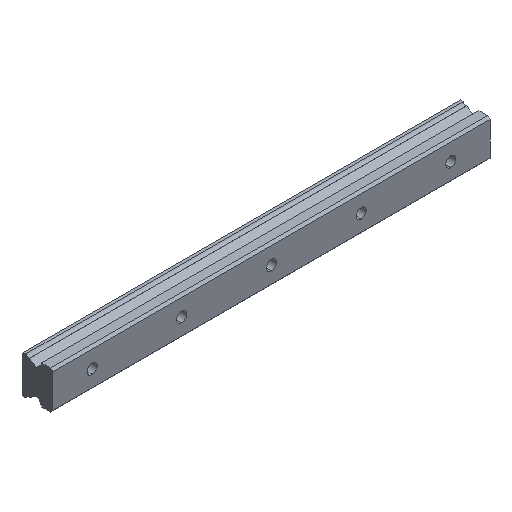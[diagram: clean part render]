
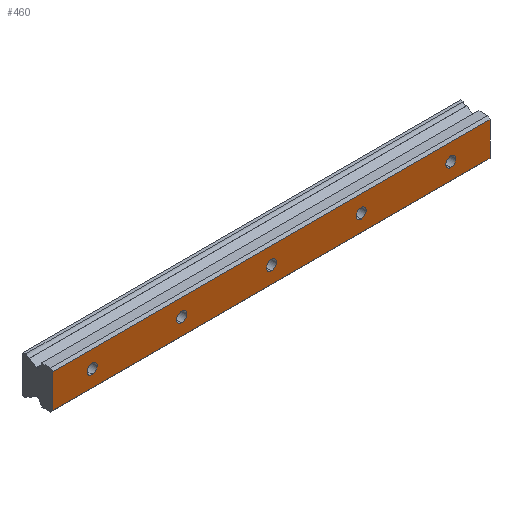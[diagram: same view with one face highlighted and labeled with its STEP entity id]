
A CAD part, isometric view. The second image highlights one B-rep face of the part: STEP entity #460.
In plain terms, the highlighted planar face has unit normal (0, -1, 0).
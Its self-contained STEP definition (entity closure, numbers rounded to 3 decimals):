
#23 = DIRECTION ( 'NONE',  ( 0., -1., 0. ) ) ;
#24 = ORIENTED_EDGE ( 'NONE', *, *, #1679, .F. ) ;
#33 = VERTEX_POINT ( 'NONE', #844 ) ;
#42 = CARTESIAN_POINT ( 'NONE',  ( 320., 0., -4.5 ) ) ;
#66 = EDGE_CURVE ( 'NONE', #33, #626, #441, .T. ) ;
#91 = LINE ( 'NONE', #1273, #1056 ) ;
#102 = DIRECTION ( 'NONE',  ( 0., 0., 1. ) ) ;
#104 = DIRECTION ( 'NONE',  ( 0., -1., 0. ) ) ;
#113 = VERTEX_POINT ( 'NONE', #970 ) ;
#127 = ORIENTED_EDGE ( 'NONE', *, *, #249, .F. ) ;
#149 = EDGE_LOOP ( 'NONE', ( #543, #1426 ) ) ;
#155 = CIRCLE ( 'NONE', #1403, 4.5 ) ;
#175 = VERTEX_POINT ( 'NONE', #1210 ) ;
#177 = CARTESIAN_POINT ( 'NONE',  ( 355., 0., -14.95 ) ) ;
#178 = EDGE_CURVE ( 'NONE', #964, #741, #155, .T. ) ;
#198 = EDGE_CURVE ( 'NONE', #626, #254, #1338, .T. ) ;
#206 = DIRECTION ( 'NONE',  ( 0., -1., 0. ) ) ;
#213 = CARTESIAN_POINT ( 'NONE',  ( -35., 0., -14.95 ) ) ;
#235 = DIRECTION ( 'NONE',  ( 0., -1., 0. ) ) ;
#237 = EDGE_CURVE ( 'NONE', #113, #499, #1673, .T. ) ;
#246 = CIRCLE ( 'NONE', #774, 4.5 ) ;
#247 = VERTEX_POINT ( 'NONE', #1511 ) ;
#249 = EDGE_CURVE ( 'NONE', #741, #964, #944, .T. ) ;
#254 = VERTEX_POINT ( 'NONE', #213 ) ;
#259 = DIRECTION ( 'NONE',  ( 0., 0., 1. ) ) ;
#313 = FACE_BOUND ( 'NONE', #149, .T. ) ;
#320 = DIRECTION ( 'NONE',  ( 0., 1., 0. ) ) ;
#329 = FACE_BOUND ( 'NONE', #1159, .T. ) ;
#342 = CARTESIAN_POINT ( 'NONE',  ( 355., 0., -14.95 ) ) ;
#344 = DIRECTION ( 'NONE',  ( 0., 0., 1. ) ) ;
#361 = CARTESIAN_POINT ( 'NONE',  ( 0., 0., 0. ) ) ;
#364 = EDGE_CURVE ( 'NONE', #247, #175, #1405, .T. ) ;
#365 = CARTESIAN_POINT ( 'NONE',  ( 160., 0., 0. ) ) ;
#370 = ORIENTED_EDGE ( 'NONE', *, *, #198, .F. ) ;
#376 = AXIS2_PLACEMENT_3D ( 'NONE', #1366, #206, #722 ) ;
#398 = EDGE_CURVE ( 'NONE', #580, #33, #439, .T. ) ;
#428 = DIRECTION ( 'NONE',  ( 0., 0., 1. ) ) ;
#434 = AXIS2_PLACEMENT_3D ( 'NONE', #882, #104, #491 ) ;
#439 = LINE ( 'NONE', #681, #1622 ) ;
#441 = LINE ( 'NONE', #587, #646 ) ;
#447 = FACE_BOUND ( 'NONE', #1437, .T. ) ;
#460 = ADVANCED_FACE ( 'NONE', ( #556, #447, #1603, #313, #329, #821 ), #1072, .F. ) ;
#491 = DIRECTION ( 'NONE',  ( 0., 0., 1. ) ) ;
#499 = VERTEX_POINT ( 'NONE', #1356 ) ;
#543 = ORIENTED_EDGE ( 'NONE', *, *, #1249, .F. ) ;
#545 = EDGE_CURVE ( 'NONE', #175, #247, #946, .T. ) ;
#556 = FACE_OUTER_BOUND ( 'NONE', #1602, .T. ) ;
#558 = CARTESIAN_POINT ( 'NONE',  ( 320., 0., 0. ) ) ;
#579 = DIRECTION ( 'NONE',  ( 0., -1., 0. ) ) ;
#580 = VERTEX_POINT ( 'NONE', #1642 ) ;
#587 = CARTESIAN_POINT ( 'NONE',  ( 355., 0., 14.95 ) ) ;
#599 = AXIS2_PLACEMENT_3D ( 'NONE', #365, #235, #1494 ) ;
#611 = DIRECTION ( 'NONE',  ( 0., -1., 0. ) ) ;
#616 = CARTESIAN_POINT ( 'NONE',  ( 240., 0., -4.5 ) ) ;
#626 = VERTEX_POINT ( 'NONE', #342 ) ;
#643 = AXIS2_PLACEMENT_3D ( 'NONE', #361, #611, #1639 ) ;
#645 = EDGE_CURVE ( 'NONE', #254, #580, #91, .T. ) ;
#646 = VECTOR ( 'NONE', #954, 1000. ) ;
#668 = DIRECTION ( 'NONE',  ( 0., 0., 1. ) ) ;
#681 = CARTESIAN_POINT ( 'NONE',  ( 355., 0., 14.95 ) ) ;
#682 = EDGE_LOOP ( 'NONE', ( #24, #1346 ) ) ;
#711 = EDGE_CURVE ( 'NONE', #1683, #927, #1652, .T. ) ;
#722 = DIRECTION ( 'NONE',  ( 0., 0., 1. ) ) ;
#741 = VERTEX_POINT ( 'NONE', #1407 ) ;
#744 = CARTESIAN_POINT ( 'NONE',  ( 80., 0., 0. ) ) ;
#774 = AXIS2_PLACEMENT_3D ( 'NONE', #1209, #1611, #428 ) ;
#806 = ORIENTED_EDGE ( 'NONE', *, *, #398, .F. ) ;
#821 = FACE_BOUND ( 'NONE', #682, .T. ) ;
#829 = DIRECTION ( 'NONE',  ( 0., 0., 1. ) ) ;
#835 = AXIS2_PLACEMENT_3D ( 'NONE', #744, #1258, #344 ) ;
#844 = CARTESIAN_POINT ( 'NONE',  ( 355., 0., 14.95 ) ) ;
#861 = AXIS2_PLACEMENT_3D ( 'NONE', #1352, #579, #963 ) ;
#882 = CARTESIAN_POINT ( 'NONE',  ( 320., 0., 0. ) ) ;
#886 = CIRCLE ( 'NONE', #376, 4.5 ) ;
#908 = ORIENTED_EDGE ( 'NONE', *, *, #711, .F. ) ;
#927 = VERTEX_POINT ( 'NONE', #1334 ) ;
#933 = ORIENTED_EDGE ( 'NONE', *, *, #364, .F. ) ;
#944 = CIRCLE ( 'NONE', #434, 4.5 ) ;
#946 = CIRCLE ( 'NONE', #599, 4.5 ) ;
#954 = DIRECTION ( 'NONE',  ( 0., 0., -1. ) ) ;
#961 = CARTESIAN_POINT ( 'NONE',  ( 0., 0., -4.5 ) ) ;
#963 = DIRECTION ( 'NONE',  ( 0., 0., 1. ) ) ;
#964 = VERTEX_POINT ( 'NONE', #42 ) ;
#968 = CARTESIAN_POINT ( 'NONE',  ( 355., 0., 14.95 ) ) ;
#970 = CARTESIAN_POINT ( 'NONE',  ( 80., 0., -4.5 ) ) ;
#1049 = ORIENTED_EDGE ( 'NONE', *, *, #645, .F. ) ;
#1054 = CIRCLE ( 'NONE', #861, 4.5 ) ;
#1056 = VECTOR ( 'NONE', #102, 1000. ) ;
#1072 = PLANE ( 'NONE',  #1221 ) ;
#1073 = DIRECTION ( 'NONE',  ( 0., -1., 0. ) ) ;
#1082 = VECTOR ( 'NONE', #1218, 1000. ) ;
#1107 = CARTESIAN_POINT ( 'NONE',  ( 240., 0., 4.5 ) ) ;
#1159 = EDGE_LOOP ( 'NONE', ( #933, #1663 ) ) ;
#1172 = CARTESIAN_POINT ( 'NONE',  ( 0., 0., 0. ) ) ;
#1209 = CARTESIAN_POINT ( 'NONE',  ( 80., 0., 0. ) ) ;
#1210 = CARTESIAN_POINT ( 'NONE',  ( 160., 0., -4.5 ) ) ;
#1218 = DIRECTION ( 'NONE',  ( -1., 0., 0. ) ) ;
#1221 = AXIS2_PLACEMENT_3D ( 'NONE', #968, #320, #829 ) ;
#1249 = EDGE_CURVE ( 'NONE', #1664, #1300, #1054, .T. ) ;
#1258 = DIRECTION ( 'NONE',  ( 0., -1., 0. ) ) ;
#1273 = CARTESIAN_POINT ( 'NONE',  ( -35., 0., 14.95 ) ) ;
#1279 = EDGE_CURVE ( 'NONE', #927, #1683, #1373, .T. ) ;
#1300 = VERTEX_POINT ( 'NONE', #616 ) ;
#1310 = CARTESIAN_POINT ( 'NONE',  ( 160., 0., 0. ) ) ;
#1334 = CARTESIAN_POINT ( 'NONE',  ( 0., 0., 4.5 ) ) ;
#1338 = LINE ( 'NONE', #177, #1082 ) ;
#1346 = ORIENTED_EDGE ( 'NONE', *, *, #237, .F. ) ;
#1352 = CARTESIAN_POINT ( 'NONE',  ( 240., 0., 0. ) ) ;
#1356 = CARTESIAN_POINT ( 'NONE',  ( 80., 0., 4.5 ) ) ;
#1366 = CARTESIAN_POINT ( 'NONE',  ( 240., 0., 0. ) ) ;
#1373 = CIRCLE ( 'NONE', #643, 4.5 ) ;
#1378 = ORIENTED_EDGE ( 'NONE', *, *, #66, .F. ) ;
#1381 = AXIS2_PLACEMENT_3D ( 'NONE', #1172, #1440, #668 ) ;
#1383 = EDGE_CURVE ( 'NONE', #1300, #1664, #886, .T. ) ;
#1403 = AXIS2_PLACEMENT_3D ( 'NONE', #558, #1073, #1461 ) ;
#1405 = CIRCLE ( 'NONE', #1432, 4.5 ) ;
#1407 = CARTESIAN_POINT ( 'NONE',  ( 320., 0., 4.5 ) ) ;
#1426 = ORIENTED_EDGE ( 'NONE', *, *, #1383, .F. ) ;
#1432 = AXIS2_PLACEMENT_3D ( 'NONE', #1310, #23, #259 ) ;
#1437 = EDGE_LOOP ( 'NONE', ( #1552, #908 ) ) ;
#1440 = DIRECTION ( 'NONE',  ( 0., -1., 0. ) ) ;
#1458 = DIRECTION ( 'NONE',  ( 1., 0., 0. ) ) ;
#1461 = DIRECTION ( 'NONE',  ( 0., 0., 1. ) ) ;
#1481 = EDGE_LOOP ( 'NONE', ( #127, #1684 ) ) ;
#1494 = DIRECTION ( 'NONE',  ( 0., 0., 1. ) ) ;
#1511 = CARTESIAN_POINT ( 'NONE',  ( 160., 0., 4.5 ) ) ;
#1552 = ORIENTED_EDGE ( 'NONE', *, *, #1279, .F. ) ;
#1602 = EDGE_LOOP ( 'NONE', ( #370, #1378, #806, #1049 ) ) ;
#1603 = FACE_BOUND ( 'NONE', #1481, .T. ) ;
#1611 = DIRECTION ( 'NONE',  ( 0., -1., 0. ) ) ;
#1622 = VECTOR ( 'NONE', #1458, 1000. ) ;
#1639 = DIRECTION ( 'NONE',  ( 0., 0., 1. ) ) ;
#1642 = CARTESIAN_POINT ( 'NONE',  ( -35., 0., 14.95 ) ) ;
#1652 = CIRCLE ( 'NONE', #1381, 4.5 ) ;
#1663 = ORIENTED_EDGE ( 'NONE', *, *, #545, .F. ) ;
#1664 = VERTEX_POINT ( 'NONE', #1107 ) ;
#1673 = CIRCLE ( 'NONE', #835, 4.5 ) ;
#1679 = EDGE_CURVE ( 'NONE', #499, #113, #246, .T. ) ;
#1683 = VERTEX_POINT ( 'NONE', #961 ) ;
#1684 = ORIENTED_EDGE ( 'NONE', *, *, #178, .F. ) ;
